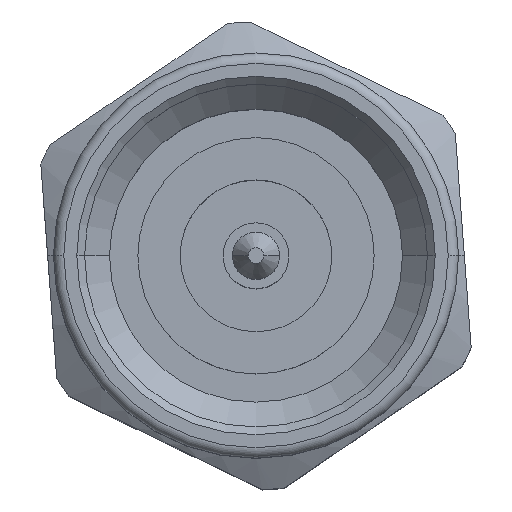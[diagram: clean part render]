
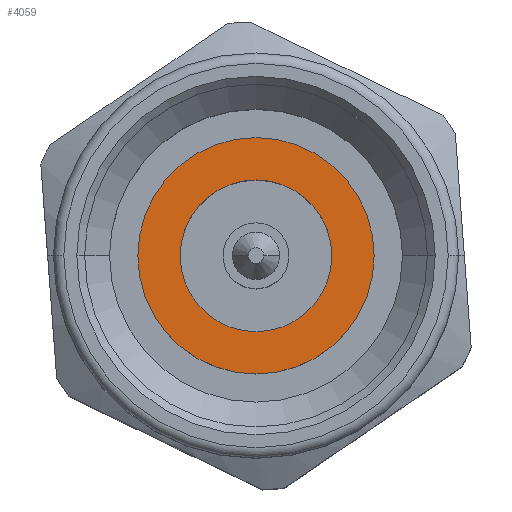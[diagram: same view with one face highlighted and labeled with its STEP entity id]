
A CAD part, top view. The second image highlights one B-rep face of the part: STEP entity #4059.
In plain terms, the highlighted planar face has unit normal (0, 0, 1).
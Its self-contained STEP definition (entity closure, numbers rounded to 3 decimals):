
#63 = ORIENTED_EDGE ( 'NONE', *, *, #1395, .F. ) ;
#93 = AXIS2_PLACEMENT_3D ( 'NONE', #955, #3666, #3765 ) ;
#173 = CIRCLE ( 'NONE', #1318, 2.275 ) ;
#231 = EDGE_LOOP ( 'NONE', ( #3579, #3014 ) ) ;
#397 = CARTESIAN_POINT ( 'NONE',  ( 0., 0., 7.825 ) ) ;
#413 = DIRECTION ( 'NONE',  ( 0., 0., 1. ) ) ;
#416 = VERTEX_POINT ( 'NONE', #763 ) ;
#417 = DIRECTION ( 'NONE',  ( 0., 0., 1. ) ) ;
#529 = CIRCLE ( 'NONE', #3841, 1.46 ) ;
#543 = CARTESIAN_POINT ( 'NONE',  ( 1.46, 0., 7.825 ) ) ;
#563 = VERTEX_POINT ( 'NONE', #543 ) ;
#689 = EDGE_LOOP ( 'NONE', ( #63, #2299 ) ) ;
#763 = CARTESIAN_POINT ( 'NONE',  ( 2.275, 0., 7.825 ) ) ;
#825 = VERTEX_POINT ( 'NONE', #2258 ) ;
#851 = VERTEX_POINT ( 'NONE', #3588 ) ;
#955 = CARTESIAN_POINT ( 'NONE',  ( 0., 0., 7.825 ) ) ;
#1041 = DIRECTION ( 'NONE',  ( 1., 0., 0. ) ) ;
#1202 = EDGE_CURVE ( 'NONE', #825, #416, #1875, .T. ) ;
#1318 = AXIS2_PLACEMENT_3D ( 'NONE', #3349, #413, #1710 ) ;
#1395 = EDGE_CURVE ( 'NONE', #563, #851, #4078, .T. ) ;
#1710 = DIRECTION ( 'NONE',  ( 1., 0., 0. ) ) ;
#1875 = CIRCLE ( 'NONE', #3310, 2.275 ) ;
#1898 = AXIS2_PLACEMENT_3D ( 'NONE', #3716, #4065, #3077 ) ;
#2016 = DIRECTION ( 'NONE',  ( 0., 0., 1. ) ) ;
#2034 = CARTESIAN_POINT ( 'NONE',  ( 0., 0., 7.825 ) ) ;
#2209 = FACE_BOUND ( 'NONE', #689, .T. ) ;
#2258 = CARTESIAN_POINT ( 'NONE',  ( -2.275, 0., 7.825 ) ) ;
#2299 = ORIENTED_EDGE ( 'NONE', *, *, #3634, .F. ) ;
#2746 = EDGE_CURVE ( 'NONE', #416, #825, #173, .T. ) ;
#3014 = ORIENTED_EDGE ( 'NONE', *, *, #1202, .T. ) ;
#3077 = DIRECTION ( 'NONE',  ( 1., 0., 0. ) ) ;
#3310 = AXIS2_PLACEMENT_3D ( 'NONE', #2034, #417, #1041 ) ;
#3349 = CARTESIAN_POINT ( 'NONE',  ( 0., 0., 7.825 ) ) ;
#3579 = ORIENTED_EDGE ( 'NONE', *, *, #2746, .T. ) ;
#3588 = CARTESIAN_POINT ( 'NONE',  ( -1.46, 0., 7.825 ) ) ;
#3634 = EDGE_CURVE ( 'NONE', #851, #563, #529, .T. ) ;
#3666 = DIRECTION ( 'NONE',  ( 0., 0., 1. ) ) ;
#3716 = CARTESIAN_POINT ( 'NONE',  ( 0., 0., 7.825 ) ) ;
#3765 = DIRECTION ( 'NONE',  ( 1., 0., 0. ) ) ;
#3841 = AXIS2_PLACEMENT_3D ( 'NONE', #397, #2016, #3979 ) ;
#3845 = FACE_OUTER_BOUND ( 'NONE', #231, .T. ) ;
#3979 = DIRECTION ( 'NONE',  ( 1., 0., 0. ) ) ;
#4059 = ADVANCED_FACE ( 'NONE', ( #2209, #3845 ), #4235, .T. ) ;
#4065 = DIRECTION ( 'NONE',  ( 0., 0., 1. ) ) ;
#4078 = CIRCLE ( 'NONE', #1898, 1.46 ) ;
#4235 = PLANE ( 'NONE',  #93 ) ;
